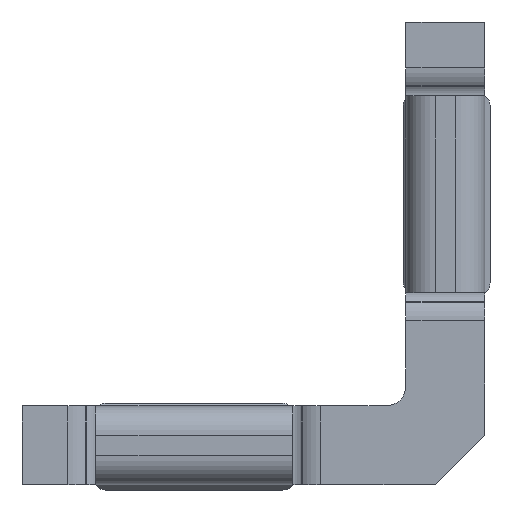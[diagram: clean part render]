
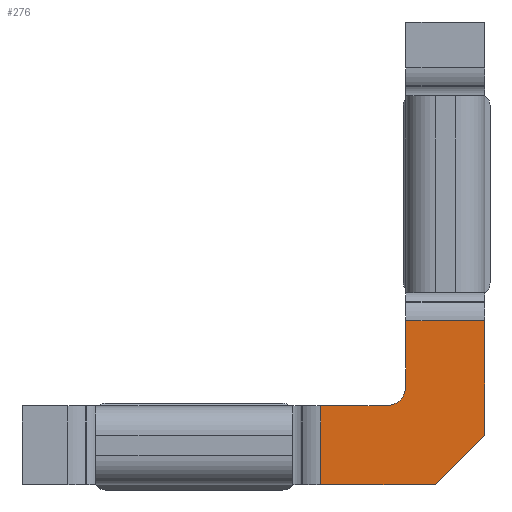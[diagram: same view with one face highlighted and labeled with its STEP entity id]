
A CAD part, front view. The second image highlights one B-rep face of the part: STEP entity #276.
In plain terms, the highlighted planar face has unit normal (0, -1, 0).
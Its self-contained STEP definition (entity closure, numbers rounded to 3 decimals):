
#276=ADVANCED_FACE('',(#813),#814,.F.);
#813=FACE_OUTER_BOUND('',#1486,.T.);
#814=PLANE('',#1487);
#1486=EDGE_LOOP('',(#3426,#3427,#3428,#3429,#3430,#3431,#3432,#3433));
#1487=AXIS2_PLACEMENT_3D('',#3434,#3435,#3436);
#3426=ORIENTED_EDGE('',*,*,#4633,.F.);
#3427=ORIENTED_EDGE('',*,*,#4634,.F.);
#3428=ORIENTED_EDGE('',*,*,#4635,.T.);
#3429=ORIENTED_EDGE('',*,*,#4636,.T.);
#3430=ORIENTED_EDGE('',*,*,#4637,.T.);
#3431=ORIENTED_EDGE('',*,*,#4585,.T.);
#3432=ORIENTED_EDGE('',*,*,#4638,.F.);
#3433=ORIENTED_EDGE('',*,*,#4639,.T.);
#3434=CARTESIAN_POINT('',(-1.267,0.0,-0.4));
#3435=DIRECTION('',(-0.0,1.0,0.0));
#3436=DIRECTION('',(1.0,0.0,0.0));
#4585=EDGE_CURVE('',#5633,#5634,#5635,.T.);
#4633=EDGE_CURVE('',#5701,#5702,#5703,.T.);
#4634=EDGE_CURVE('',#5704,#5701,#5705,.T.);
#4635=EDGE_CURVE('',#5704,#5706,#5707,.T.);
#4636=EDGE_CURVE('',#5706,#5708,#5709,.T.);
#4637=EDGE_CURVE('',#5708,#5633,#5710,.T.);
#4638=EDGE_CURVE('',#5711,#5634,#5712,.T.);
#4639=EDGE_CURVE('',#5711,#5702,#5713,.T.);
#5633=VERTEX_POINT('',#7256);
#5634=VERTEX_POINT('',#7257);
#5635=LINE('',#7258,#7259);
#5701=VERTEX_POINT('',#7354);
#5702=VERTEX_POINT('',#7355);
#5703=LINE('',#7356,#7357);
#5704=VERTEX_POINT('',#7358);
#5705=LINE('',#7359,#7360);
#5706=VERTEX_POINT('',#7361);
#5707=LINE('',#7362,#7363);
#5708=VERTEX_POINT('',#7364);
#5709=LINE('',#7365,#7366);
#5710=LINE('',#7367,#7368);
#5711=VERTEX_POINT('',#7369);
#5712=LINE('',#7370,#7371);
#5713=CIRCLE('',#7372,0.2);
#7256=CARTESIAN_POINT('',(0.4,0.0,1.267));
#7257=CARTESIAN_POINT('',(-0.4,0.0,1.267));
#7258=CARTESIAN_POINT('',(0.4,0.0,1.267));
#7259=VECTOR('',#8551,0.8);
#7354=CARTESIAN_POINT('',(-1.267,0.0,0.4));
#7355=CARTESIAN_POINT('',(-0.6,0.0,0.4));
#7356=CARTESIAN_POINT('',(-1.267,0.0,0.4));
#7357=VECTOR('',#8635,0.667);
#7358=CARTESIAN_POINT('',(-1.267,0.0,-0.4));
#7359=CARTESIAN_POINT('',(-1.267,0.0,-0.4));
#7360=VECTOR('',#8636,0.8);
#7361=CARTESIAN_POINT('',(-0.1,0.0,-0.4));
#7362=CARTESIAN_POINT('',(-1.267,0.0,-0.4));
#7363=VECTOR('',#8637,1.167);
#7364=CARTESIAN_POINT('',(0.4,0.0,0.1));
#7365=CARTESIAN_POINT('',(-0.1,0.0,-0.4));
#7366=VECTOR('',#8638,0.707);
#7367=CARTESIAN_POINT('',(0.4,0.0,0.1));
#7368=VECTOR('',#8639,1.167);
#7369=CARTESIAN_POINT('',(-0.4,0.0,0.6));
#7370=CARTESIAN_POINT('',(-0.4,0.0,0.6));
#7371=VECTOR('',#8640,0.667);
#7372=AXIS2_PLACEMENT_3D('',#8641,#8642,#8643);
#8551=DIRECTION('',(-1.0,0.0,0.0));
#8635=DIRECTION('',(1.0,0.0,0.0));
#8636=DIRECTION('',(0.0,0.0,1.0));
#8637=DIRECTION('',(1.0,0.0,0.0));
#8638=DIRECTION('',(0.707,0.0,0.707));
#8639=DIRECTION('',(0.0,0.0,1.0));
#8640=DIRECTION('',(0.0,0.0,1.0));
#8641=CARTESIAN_POINT('',(-0.6,0.0,0.6));
#8642=DIRECTION('',(-0.0,1.0,0.0));
#8643=DIRECTION('',(1.0,0.0,0.0));
